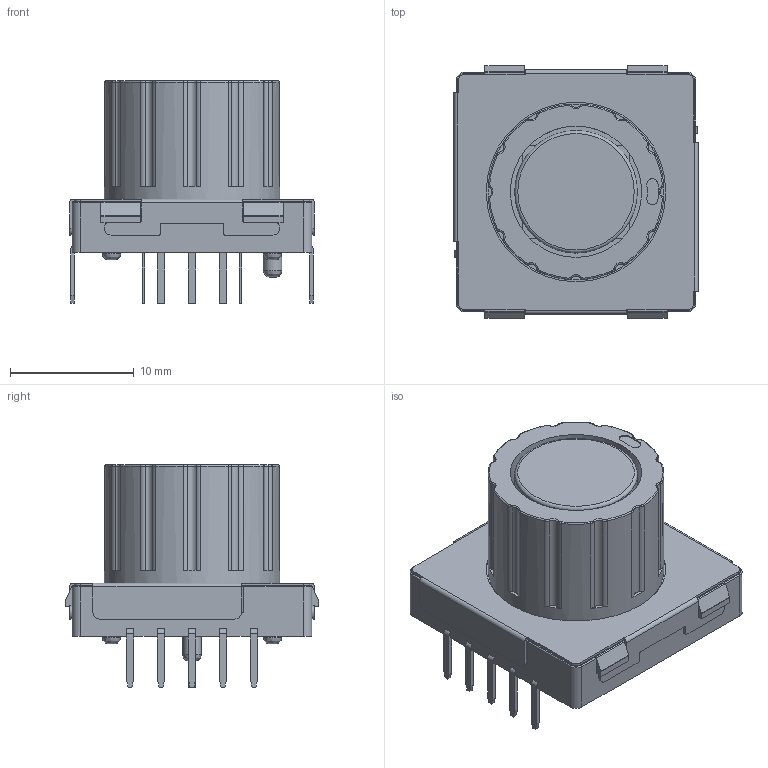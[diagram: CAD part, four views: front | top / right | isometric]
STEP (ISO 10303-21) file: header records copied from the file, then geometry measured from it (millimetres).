
FILE_DESCRIPTION( ( 'Unknown' ), '1' );
FILE_NAME( '481RV12172100.stp', 'Unknown', ( 'Unknown' ), ( 'Unknown' ), 'PSStep 16.0.42', 'Unknown', ' ' );
FILE_SCHEMA( ( 'AUTOMOTIVE_DESIGN { 1 0 10303 214 1 1 1 1 }' ) );
Length unit declared in the file: millimetre
Products named in the file (15): Assem1; Pins; LED_Block; Rotary; Housing; Cover
Assembly tree (14 placements, depth 2):
  Assem1
    Pins
    Pins
    Pins
    Pins
    Pins
    Pins
    Pins
    Pins
    Pins
    Pins
    LED_Block
    Rotary
    Housing
    Cover
Bounding box: 19.75 x 20.4 x 17.95 mm (x, y, z)
Volume: 2593.9 mm3; surface area: 4585.8 mm2
Topology: 14 solids, 14 shells, 650 faces, 1711 edges, 1112 vertices
Faces by surface type: plane 427, cylinder 151, torus 63, bspline 5, cone 4
Full cylindrical faces by diameter (mm): 1.5 x5, 9.9 x1, 10.6 x1, 12.6 x2, 14.2 x1, 14.5 x1, 17.35 x2
Entity records: 25375 total; most frequent: CARTESIAN_POINT 3614, DIRECTION 3446, ORIENTED_EDGE 3368, EDGE_CURVE 1684, LINE 1230, VECTOR 1230, AXIS2_PLACEMENT_3D 1108, VERTEX_POINT 1104
